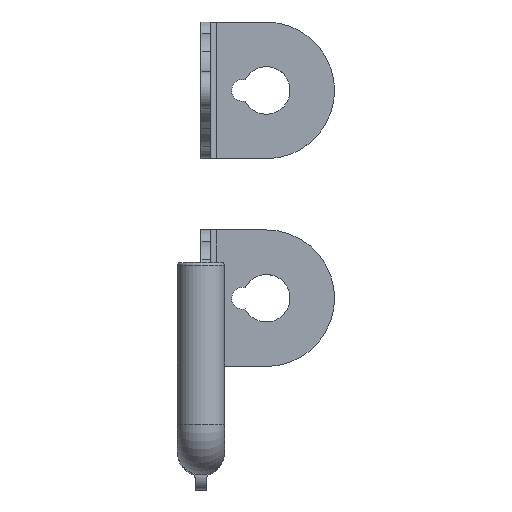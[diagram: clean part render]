
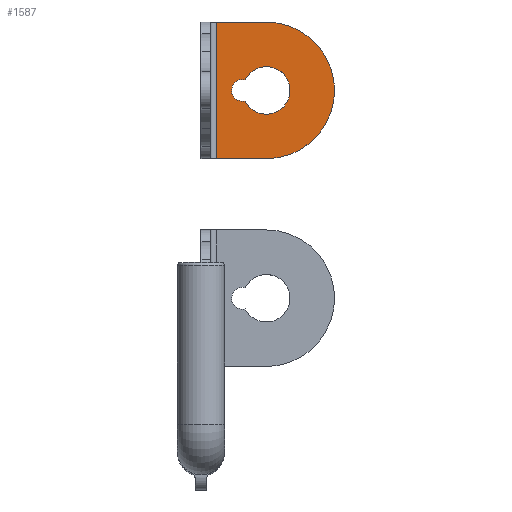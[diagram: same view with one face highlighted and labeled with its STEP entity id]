
A CAD part, top view. The second image highlights one B-rep face of the part: STEP entity #1587.
In plain terms, the highlighted planar face has unit normal (0, 0, 1).
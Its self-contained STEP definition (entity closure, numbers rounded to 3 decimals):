
#30=FACE_BOUND('',#427,.T.);
#122=LINE('',#3840,#198);
#124=LINE('',#3846,#200);
#126=LINE('',#3850,#202);
#127=LINE('',#3854,#203);
#198=VECTOR('',#2108,10.);
#200=VECTOR('',#2114,10.);
#202=VECTOR('',#2118,10.);
#203=VECTOR('',#2121,10.);
#245=PLANE('',#1754);
#328=FACE_OUTER_BOUND('',#426,.T.);
#426=EDGE_LOOP('',(#1391,#1392,#1393,#1394,#1395,#1396));
#427=EDGE_LOOP('',(#1397,#1398));
#530=CIRCLE('',#1755,23.);
#531=CIRCLE('',#1756,23.);
#532=CIRCLE('',#1757,8.);
#533=CIRCLE('',#1758,3.674);
#746=VERTEX_POINT('',#3837);
#747=VERTEX_POINT('',#3839);
#749=VERTEX_POINT('',#3844);
#750=VERTEX_POINT('',#3849);
#751=VERTEX_POINT('',#3851);
#752=VERTEX_POINT('',#3853);
#753=VERTEX_POINT('',#3856);
#754=VERTEX_POINT('',#3857);
#967=EDGE_CURVE('',#746,#747,#122,.T.);
#970=EDGE_CURVE('',#749,#746,#124,.T.);
#972=EDGE_CURVE('',#749,#750,#126,.T.);
#973=EDGE_CURVE('',#751,#750,#530,.T.);
#974=EDGE_CURVE('',#752,#751,#127,.T.);
#975=EDGE_CURVE('',#747,#752,#531,.T.);
#976=EDGE_CURVE('',#753,#754,#532,.T.);
#977=EDGE_CURVE('',#754,#753,#533,.T.);
#1391=ORIENTED_EDGE('',*,*,#970,.F.);
#1392=ORIENTED_EDGE('',*,*,#972,.T.);
#1393=ORIENTED_EDGE('',*,*,#973,.F.);
#1394=ORIENTED_EDGE('',*,*,#974,.F.);
#1395=ORIENTED_EDGE('',*,*,#975,.F.);
#1396=ORIENTED_EDGE('',*,*,#967,.F.);
#1397=ORIENTED_EDGE('',*,*,#976,.T.);
#1398=ORIENTED_EDGE('',*,*,#977,.T.);
#1587=ADVANCED_FACE('',(#328,#30),#245,.T.);
#1754=AXIS2_PLACEMENT_3D('',#3848,#2116,#2117);
#1755=AXIS2_PLACEMENT_3D('',#3852,#2119,#2120);
#1756=AXIS2_PLACEMENT_3D('',#3855,#2122,#2123);
#1757=AXIS2_PLACEMENT_3D('',#3858,#2124,#2125);
#1758=AXIS2_PLACEMENT_3D('',#3859,#2126,#2127);
#2108=DIRECTION('',(1.,0.,0.));
#2114=DIRECTION('',(0.,1.,0.));
#2116=DIRECTION('center_axis',(0.,0.,1.));
#2117=DIRECTION('ref_axis',(0.,-1.,0.));
#2118=DIRECTION('',(1.,0.,0.));
#2119=DIRECTION('center_axis',(0.,0.,-1.));
#2120=DIRECTION('ref_axis',(0.707,-0.707,0.));
#2121=DIRECTION('',(0.,-1.,0.));
#2122=DIRECTION('center_axis',(0.,0.,-1.));
#2123=DIRECTION('ref_axis',(0.707,0.707,0.));
#2124=DIRECTION('center_axis',(0.,0.,-1.));
#2125=DIRECTION('ref_axis',(-1.,0.,0.));
#2126=DIRECTION('center_axis',(0.,0.,-1.));
#2127=DIRECTION('ref_axis',(-1.,0.,0.));
#3837=CARTESIAN_POINT('',(5.15,145.002,3.18));
#3839=CARTESIAN_POINT('',(22.,145.002,3.18));
#3840=CARTESIAN_POINT('',(0.,145.002,3.18));
#3844=CARTESIAN_POINT('',(5.15,98.998,3.18));
#3846=CARTESIAN_POINT('',(5.15,133.501,3.18));
#3848=CARTESIAN_POINT('Origin',(0.,145.002,3.18));
#3849=CARTESIAN_POINT('',(22.,98.998,3.18));
#3850=CARTESIAN_POINT('',(0.,98.998,3.18));
#3851=CARTESIAN_POINT('',(45.,121.998,3.18));
#3852=CARTESIAN_POINT('Origin',(22.,121.998,3.18));
#3853=CARTESIAN_POINT('',(45.,122.002,3.18));
#3854=CARTESIAN_POINT('',(45.,145.002,3.18));
#3855=CARTESIAN_POINT('Origin',(22.,122.002,3.18));
#3856=CARTESIAN_POINT('',(14.845,125.576,3.18));
#3857=CARTESIAN_POINT('',(14.842,118.424,3.18));
#3858=CARTESIAN_POINT('Origin',(22.,121.998,3.18));
#3859=CARTESIAN_POINT('Origin',(14.,122.,3.18));
